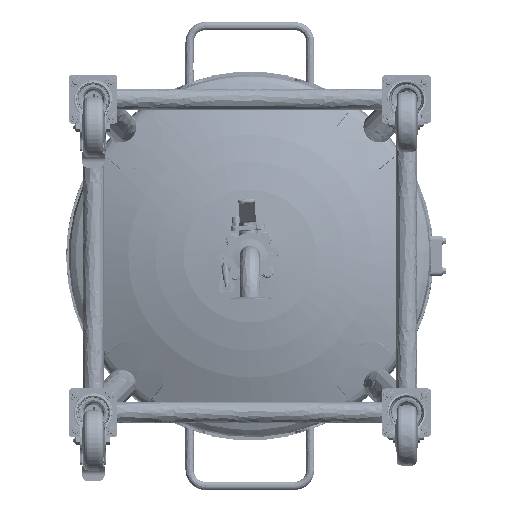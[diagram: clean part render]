
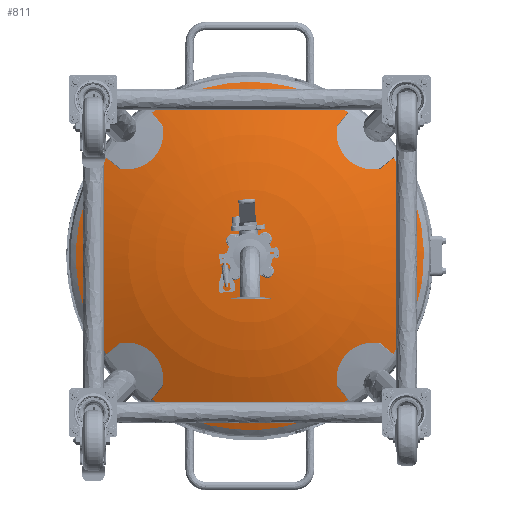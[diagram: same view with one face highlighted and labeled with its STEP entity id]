
A CAD part, front view. The second image highlights one B-rep face of the part: STEP entity #811.
In plain terms, the highlighted free-form (B-spline) face has degree [2, 2] with [3, 3] control points.
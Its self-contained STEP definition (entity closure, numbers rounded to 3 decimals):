
#532 = VERTEX_POINT('',#533);
#533 = CARTESIAN_POINT('',(-11.152,-360.317,
    11.781));
#538 = EDGE_CURVE('',#532,#532,#539,.T.);
#539 = ( BOUNDED_CURVE() B_SPLINE_CURVE(2,(#540,#541,#542,#543,#544,#545
,#546),.UNSPECIFIED.,.T.,.F.) B_SPLINE_CURVE_WITH_KNOTS((3,2,2,3),(
    3.142,5.236,7.33,9.425),
.PIECEWISE_BEZIER_KNOTS.) CURVE() GEOMETRIC_REPRESENTATION_ITEM() 
RATIONAL_B_SPLINE_CURVE((1.,0.5,1.,0.5,1.,0.5,1.)) REPRESENTATION_ITEM(
  '') );
#540 = CARTESIAN_POINT('',(-11.152,-360.317,
    11.781));
#541 = CARTESIAN_POINT('',(9.254,-360.317,
    31.097));
#542 = CARTESIAN_POINT('',(15.779,-360.317,
    3.767));
#543 = CARTESIAN_POINT('',(22.304,-360.317,
    -23.563));
#544 = CARTESIAN_POINT('',(-4.627,-360.317,
    -15.548));
#545 = CARTESIAN_POINT('',(-31.558,-360.317,
    -7.534));
#546 = CARTESIAN_POINT('',(-11.152,-360.317,
    11.781));
#760 = EDGE_CURVE('',#761,#761,#763,.T.);
#761 = VERTEX_POINT('',#762);
#762 = CARTESIAN_POINT('',(205.976,-296.8,
    -217.605));
#763 = ( BOUNDED_CURVE() B_SPLINE_CURVE(2,(#764,#765,#766,#767,#768,#769
,#770),.UNSPECIFIED.,.T.,.F.) B_SPLINE_CURVE_WITH_KNOTS((1,2,2,2,2,1),(
    -2.094,0.,2.094,4.189,6.283,
8.378),.UNSPECIFIED.) CURVE() GEOMETRIC_REPRESENTATION_ITEM() 
RATIONAL_B_SPLINE_CURVE((1.,0.5,1.,0.5,1.,0.5,1.)) REPRESENTATION_ITEM(
  '') );
#764 = CARTESIAN_POINT('',(205.976,-296.8,
    -217.605));
#765 = CARTESIAN_POINT('',(582.879,-296.8,139.155
    ));
#766 = CARTESIAN_POINT('',(85.464,-296.8,
    287.183));
#767 = CARTESIAN_POINT('',(-411.951,-296.8,435.21
    ));
#768 = CARTESIAN_POINT('',(-291.439,-296.8,
    -69.578));
#769 = CARTESIAN_POINT('',(-170.927,-296.8,
    -574.365));
#770 = CARTESIAN_POINT('',(205.976,-296.8,
    -217.605));
#811 = ADVANCED_FACE('',(#812,#815),#818,.T.);
#812 = FACE_BOUND('',#813,.T.);
#813 = EDGE_LOOP('',(#814));
#814 = ORIENTED_EDGE('',*,*,#760,.T.);
#815 = FACE_BOUND('',#816,.T.);
#816 = EDGE_LOOP('',(#817));
#817 = ORIENTED_EDGE('',*,*,#538,.T.);
#818 = ( BOUNDED_SURFACE() B_SPLINE_SURFACE(2,2,(
    (#819,#820,#821)
    ,(#822,#823,#824)
    ,(#825,#826,#827
)),.UNSPECIFIED.,.F.,.F.,.F.) B_SPLINE_SURFACE_WITH_KNOTS((3,3),(3,3),(
    4.288,5.131),(-0.42,0.42),
.PIECEWISE_BEZIER_KNOTS.) GEOMETRIC_REPRESENTATION_ITEM() 
RATIONAL_B_SPLINE_SURFACE((
    (1.,0.913,1.)
    ,(0.912,0.833,0.912)
,(1.,0.913,1.))) REPRESENTATION_ITEM('') SURFACE() );
#819 = CARTESIAN_POINT('',(-408.503,-236.814,
    -5.758));
#820 = CARTESIAN_POINT('',(-228.18,-359.318,
    241.063));
#821 = CARTESIAN_POINT('',(28.164,-236.814,
    407.572));
#822 = CARTESIAN_POINT('',(-219.593,-360.848,
    -205.335));
#823 = CARTESIAN_POINT('',(-1.511,-508.143,1.596
    ));
#824 = CARTESIAN_POINT('',(217.074,-360.848,
    207.995));
#825 = CARTESIAN_POINT('',(-30.261,-238.182,
    -405.356));
#826 = CARTESIAN_POINT('',(225.663,-360.96,
    -238.404));
#827 = CARTESIAN_POINT('',(406.406,-238.182,
    7.974));
